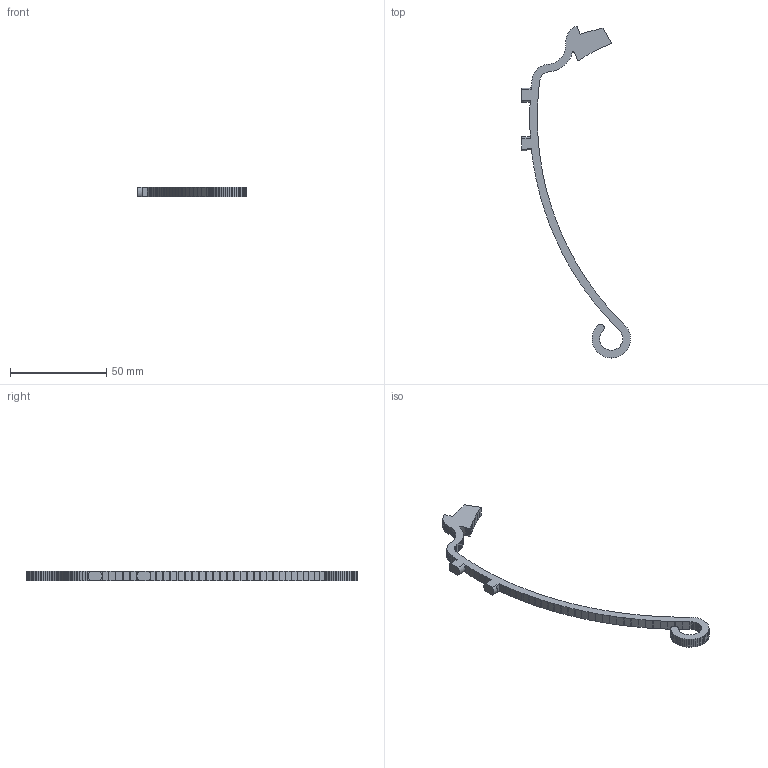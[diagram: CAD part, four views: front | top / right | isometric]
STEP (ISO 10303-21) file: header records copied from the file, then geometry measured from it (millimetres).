
FILE_DESCRIPTION(/* description */ (''),/* implementation_level */ '2;1');
FILE_NAME(/* name */ 'arm_fork_v7.step',/* time_stamp */ '2020-04-04T15:24:58-04:00',/* author */ (''),/* organization */ (''),/* preprocessor_version */ 'ST-DEVELOPER v18',/* originating_system */ 'Autodesk Translation Framework v8.12.0.6',/* authorisation */ '');
FILE_SCHEMA (('AUTOMOTIVE_DESIGN { 1 0 10303 214 3 1 1 }'));
Length unit declared in the file: millimetre
Products named in the file (1): visor_v5_fork
Bounding box: 56.67 x 172.66 x 5 mm (x, y, z)
Volume: 5678.3 mm3; surface area: 4755.9 mm2
Topology: 1 solids, 1 shells, 316 faces, 940 edges, 626 vertices
Faces by surface type: plane 311, cylinder 4, bspline 1
Entity records: 10444 total; most frequent: CARTESIAN_POINT 1920, ORIENTED_EDGE 1880, DIRECTION 1586, EDGE_CURVE 940, LINE 922, VECTOR 922, VERTEX_POINT 626, AXIS2_PLACEMENT_3D 332
